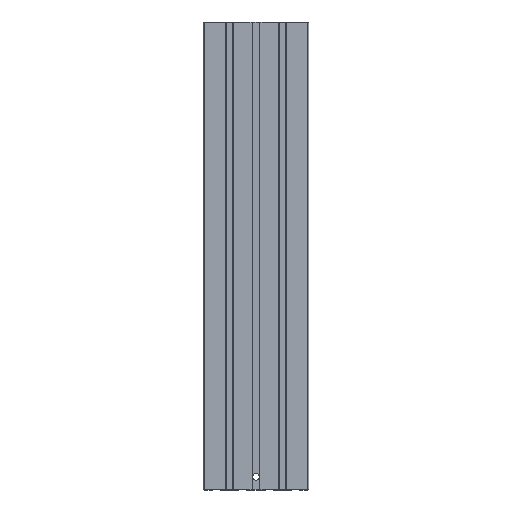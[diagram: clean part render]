
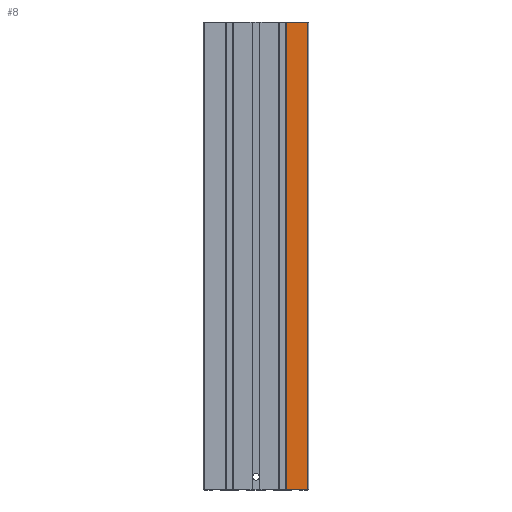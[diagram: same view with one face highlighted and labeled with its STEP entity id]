
A CAD part, top view. The second image highlights one B-rep face of the part: STEP entity #8.
In plain terms, the highlighted planar face has unit normal (0, 0, 1).
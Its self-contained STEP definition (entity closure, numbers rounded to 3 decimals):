
#8 = ADVANCED_FACE ( 'NONE', ( #1757 ), #3823, .F. ) ;
#225 = LINE ( 'NONE', #732, #2364 ) ;
#643 = CARTESIAN_POINT ( 'NONE',  ( 63., 355., 0. ) ) ;
#732 = CARTESIAN_POINT ( 'NONE',  ( 0., 355., 0. ) ) ;
#803 = CARTESIAN_POINT ( 'NONE',  ( 79., 355., 0. ) ) ;
#1074 = EDGE_CURVE ( 'NONE', #4196, #1099, #2429, .T. ) ;
#1099 = VERTEX_POINT ( 'NONE', #4555 ) ;
#1339 = CARTESIAN_POINT ( 'NONE',  ( 79., 355., 0. ) ) ;
#1346 = DIRECTION ( 'NONE',  ( -1., 0., 0. ) ) ;
#1460 = ORIENTED_EDGE ( 'NONE', *, *, #1074, .T. ) ;
#1757 = FACE_OUTER_BOUND ( 'NONE', #4562, .T. ) ;
#1852 = CARTESIAN_POINT ( 'NONE',  ( 79., 0., 0. ) ) ;
#1965 = DIRECTION ( 'NONE',  ( 1., 0., 0. ) ) ;
#2042 = VECTOR ( 'NONE', #2458, 1000. ) ;
#2205 = VECTOR ( 'NONE', #3683, 1000. ) ;
#2252 = ORIENTED_EDGE ( 'NONE', *, *, #5073, .F. ) ;
#2364 = VECTOR ( 'NONE', #1965, 1000. ) ;
#2429 = LINE ( 'NONE', #4500, #2042 ) ;
#2458 = DIRECTION ( 'NONE',  ( 0., -1., 0. ) ) ;
#2500 = DIRECTION ( 'NONE',  ( 0., 1., 0. ) ) ;
#3004 = ORIENTED_EDGE ( 'NONE', *, *, #4474, .T. ) ;
#3363 = VERTEX_POINT ( 'NONE', #803 ) ;
#3369 = AXIS2_PLACEMENT_3D ( 'NONE', #5016, #4990, #1346 ) ;
#3683 = DIRECTION ( 'NONE',  ( 1., 0., 0. ) ) ;
#3735 = CARTESIAN_POINT ( 'NONE',  ( 0., 0., 0. ) ) ;
#3823 = PLANE ( 'NONE',  #3369 ) ;
#4110 = EDGE_CURVE ( 'NONE', #4552, #3363, #5034, .T. ) ;
#4196 = VERTEX_POINT ( 'NONE', #643 ) ;
#4391 = ORIENTED_EDGE ( 'NONE', *, *, #4110, .T. ) ;
#4474 = EDGE_CURVE ( 'NONE', #1099, #4552, #4540, .T. ) ;
#4500 = CARTESIAN_POINT ( 'NONE',  ( 63., 355., 0. ) ) ;
#4540 = LINE ( 'NONE', #3735, #2205 ) ;
#4552 = VERTEX_POINT ( 'NONE', #1852 ) ;
#4555 = CARTESIAN_POINT ( 'NONE',  ( 63., 0., 0. ) ) ;
#4562 = EDGE_LOOP ( 'NONE', ( #3004, #4391, #2252, #1460 ) ) ;
#4933 = VECTOR ( 'NONE', #2500, 1000. ) ;
#4990 = DIRECTION ( 'NONE',  ( 0., 0., -1. ) ) ;
#5016 = CARTESIAN_POINT ( 'NONE',  ( 0., 355., 0. ) ) ;
#5034 = LINE ( 'NONE', #1339, #4933 ) ;
#5073 = EDGE_CURVE ( 'NONE', #4196, #3363, #225, .T. ) ;
